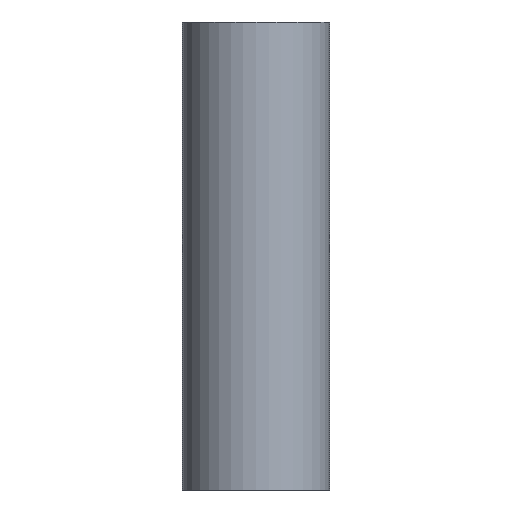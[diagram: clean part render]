
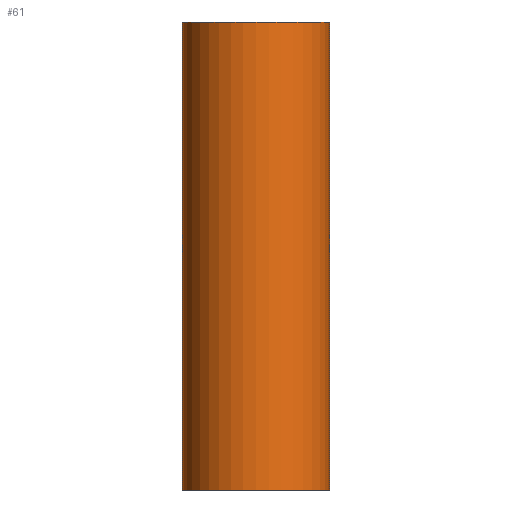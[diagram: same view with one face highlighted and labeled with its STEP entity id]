
A CAD part, front view. The second image highlights one B-rep face of the part: STEP entity #61.
In plain terms, the highlighted cylindrical face has radius 11 mm (diameter 22 mm), a partial arc.
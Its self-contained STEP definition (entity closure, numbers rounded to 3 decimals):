
#10 = DIRECTION ( 'NONE',  ( 0., 0., 1. ) ) ;
#17 = CIRCLE ( 'NONE', #55, 11. ) ;
#30 = EDGE_CURVE ( 'NONE', #119, #215, #17, .T. ) ;
#36 = VERTEX_POINT ( 'NONE', #88 ) ;
#40 = VECTOR ( 'NONE', #139, 1000. ) ;
#41 = VERTEX_POINT ( 'NONE', #63 ) ;
#46 = CARTESIAN_POINT ( 'NONE',  ( 11., 0., 70. ) ) ;
#55 = AXIS2_PLACEMENT_3D ( 'NONE', #186, #10, #170 ) ;
#61 = ADVANCED_FACE ( 'NONE', ( #130 ), #206, .T. ) ;
#63 = CARTESIAN_POINT ( 'NONE',  ( 11., 0., 0. ) ) ;
#70 = DIRECTION ( 'NONE',  ( 0., 0., 1. ) ) ;
#73 = EDGE_CURVE ( 'NONE', #36, #41, #205, .T. ) ;
#79 = CARTESIAN_POINT ( 'NONE',  ( -11., 0., 70. ) ) ;
#88 = CARTESIAN_POINT ( 'NONE',  ( -11., 0., 0. ) ) ;
#90 = DIRECTION ( 'NONE',  ( 0., 0., -1. ) ) ;
#100 = EDGE_LOOP ( 'NONE', ( #193, #105, #197, #202 ) ) ;
#105 = ORIENTED_EDGE ( 'NONE', *, *, #30, .F. ) ;
#114 = CARTESIAN_POINT ( 'NONE',  ( -11., 0., 70. ) ) ;
#119 = VERTEX_POINT ( 'NONE', #114 ) ;
#130 = FACE_OUTER_BOUND ( 'NONE', #100, .T. ) ;
#139 = DIRECTION ( 'NONE',  ( 0., 0., -1. ) ) ;
#152 = VECTOR ( 'NONE', #216, 1000. ) ;
#157 = CARTESIAN_POINT ( 'NONE',  ( 11., 0., 70. ) ) ;
#160 = AXIS2_PLACEMENT_3D ( 'NONE', #226, #70, #209 ) ;
#170 = DIRECTION ( 'NONE',  ( 1., 0., 0. ) ) ;
#179 = EDGE_CURVE ( 'NONE', #215, #41, #246, .T. ) ;
#186 = CARTESIAN_POINT ( 'NONE',  ( 0., 0., 70. ) ) ;
#193 = ORIENTED_EDGE ( 'NONE', *, *, #179, .F. ) ;
#197 = ORIENTED_EDGE ( 'NONE', *, *, #203, .T. ) ;
#202 = ORIENTED_EDGE ( 'NONE', *, *, #73, .T. ) ;
#203 = EDGE_CURVE ( 'NONE', #119, #36, #235, .T. ) ;
#205 = CIRCLE ( 'NONE', #160, 11. ) ;
#206 = CYLINDRICAL_SURFACE ( 'NONE', #224, 11. ) ;
#209 = DIRECTION ( 'NONE',  ( 1., 0., 0. ) ) ;
#215 = VERTEX_POINT ( 'NONE', #46 ) ;
#216 = DIRECTION ( 'NONE',  ( 0., 0., -1. ) ) ;
#224 = AXIS2_PLACEMENT_3D ( 'NONE', #244, #90, #227 ) ;
#226 = CARTESIAN_POINT ( 'NONE',  ( 0., 0., 0. ) ) ;
#227 = DIRECTION ( 'NONE',  ( -1., 0., 0. ) ) ;
#235 = LINE ( 'NONE', #79, #152 ) ;
#244 = CARTESIAN_POINT ( 'NONE',  ( 0., 0., 70. ) ) ;
#246 = LINE ( 'NONE', #157, #40 ) ;
